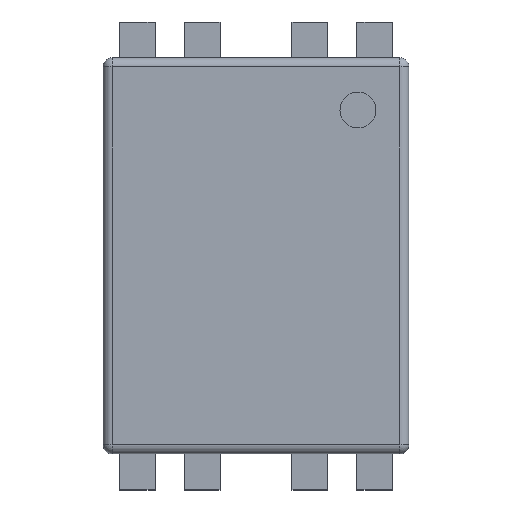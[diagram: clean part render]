
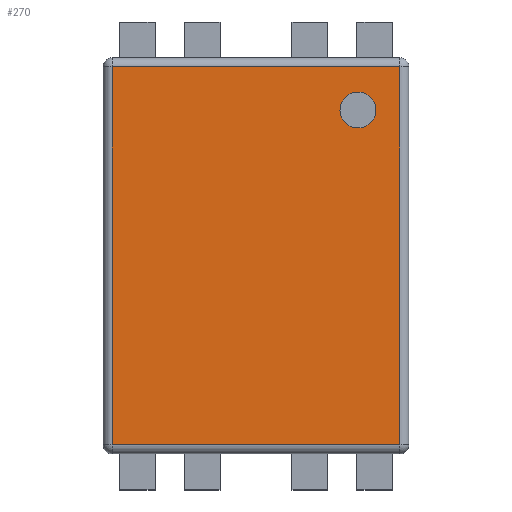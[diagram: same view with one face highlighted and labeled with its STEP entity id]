
A CAD part, top view. The second image highlights one B-rep face of the part: STEP entity #270.
In plain terms, the highlighted planar face has unit normal (0, 0, 1).
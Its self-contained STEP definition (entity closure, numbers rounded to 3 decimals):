
#117 = VERTEX_POINT('',#118);
#118 = CARTESIAN_POINT('',(0.25,0.25,3.3));
#125 = EDGE_CURVE('',#117,#126,#128,.T.);
#126 = VERTEX_POINT('',#127);
#127 = CARTESIAN_POINT('',(8.25,0.25,3.3));
#128 = LINE('',#129,#130);
#129 = CARTESIAN_POINT('',(0.25,0.25,3.3));
#130 = VECTOR('',#131,1.);
#131 = DIRECTION('',(1.,0.,0.));
#270 = ADVANCED_FACE('',(#271,#296),#307,.T.);
#271 = FACE_BOUND('',#272,.T.);
#272 = EDGE_LOOP('',(#273,#274,#282,#290));
#273 = ORIENTED_EDGE('',*,*,#125,.T.);
#274 = ORIENTED_EDGE('',*,*,#275,.T.);
#275 = EDGE_CURVE('',#126,#276,#278,.T.);
#276 = VERTEX_POINT('',#277);
#277 = CARTESIAN_POINT('',(8.25,10.75,3.3));
#278 = LINE('',#279,#280);
#279 = CARTESIAN_POINT('',(8.25,0.25,3.3));
#280 = VECTOR('',#281,1.);
#281 = DIRECTION('',(0.,1.,0.));
#282 = ORIENTED_EDGE('',*,*,#283,.T.);
#283 = EDGE_CURVE('',#276,#284,#286,.T.);
#284 = VERTEX_POINT('',#285);
#285 = CARTESIAN_POINT('',(0.25,10.75,3.3));
#286 = LINE('',#287,#288);
#287 = CARTESIAN_POINT('',(8.25,10.75,3.3));
#288 = VECTOR('',#289,1.);
#289 = DIRECTION('',(-1.,0.,0.));
#290 = ORIENTED_EDGE('',*,*,#291,.T.);
#291 = EDGE_CURVE('',#284,#117,#292,.T.);
#292 = LINE('',#293,#294);
#293 = CARTESIAN_POINT('',(0.25,10.75,3.3));
#294 = VECTOR('',#295,1.);
#295 = DIRECTION('',(0.,-1.,0.));
#296 = FACE_BOUND('',#297,.T.);
#297 = EDGE_LOOP('',(#298));
#298 = ORIENTED_EDGE('',*,*,#299,.F.);
#299 = EDGE_CURVE('',#300,#300,#302,.T.);
#300 = VERTEX_POINT('',#301);
#301 = CARTESIAN_POINT('',(7.58,9.549,3.3));
#302 = CIRCLE('',#303,0.499);
#303 = AXIS2_PLACEMENT_3D('',#304,#305,#306);
#304 = CARTESIAN_POINT('',(7.081,9.549,3.3));
#305 = DIRECTION('',(0.,0.,1.));
#306 = DIRECTION('',(1.,0.,0.));
#307 = PLANE('',#308);
#308 = AXIS2_PLACEMENT_3D('',#309,#310,#311);
#309 = CARTESIAN_POINT('',(4.25,5.5,3.3));
#310 = DIRECTION('',(0.,0.,1.));
#311 = DIRECTION('',(1.,0.,0.));
